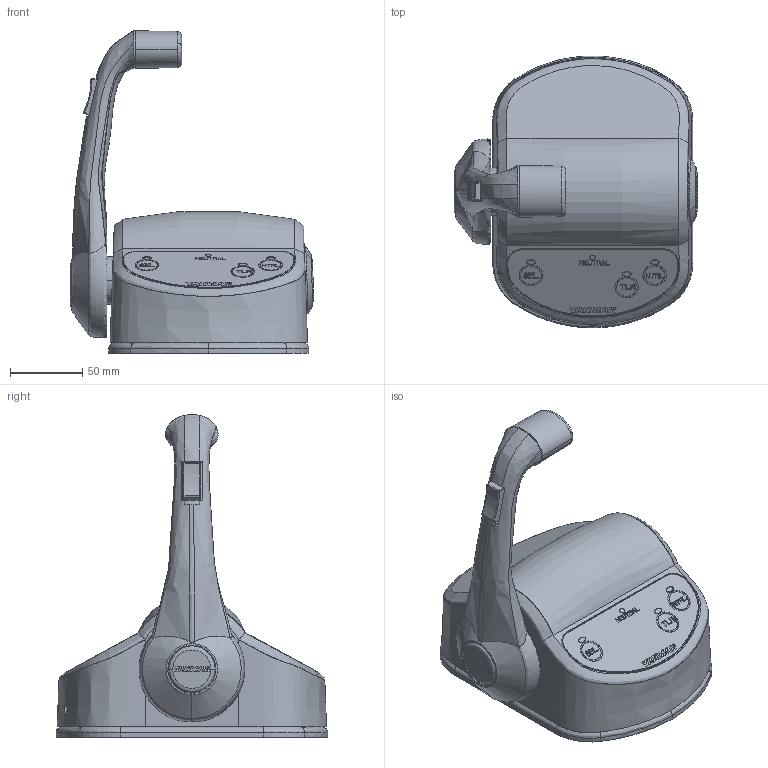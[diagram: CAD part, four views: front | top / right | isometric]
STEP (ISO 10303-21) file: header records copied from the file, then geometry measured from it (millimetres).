
FILE_DESCRIPTION(('FreeCAD Model'),'2;1');
FILE_NAME('Open CASCADE Shape Model','2025-05-03T14:17:13',('FreeCAD'),( 'FreeCAD'),'Open CASCADE STEP processor 7.6','FreeCAD','Unknown');
FILE_SCHEMA(('AUTOMOTIVE_DESIGN { 1 0 10303 214 1 1 1 1 }'));
Products named in the file (1): Open CASCADE STEP translator 7.6 1
Bounding box: 168 x 187.55 x 222.68 mm (x, y, z)
Volume: 2 mm3; surface area: 114781.4 mm2
Topology: 2 solids, 70 shells, 618 faces, 2527 edges, 1977 vertices
Faces by surface type: bspline 618
Entity records: 65527 total; most frequent: CARTESIAN_POINT 52662, ORIENTED_EDGE 3670, EDGE_CURVE 2521, B_SPLINE_CURVE_WITH_KNOTS 2070, VERTEX_POINT 1977, FACE_BOUND 694, EDGE_LOOP 694, ADVANCED_FACE 618
